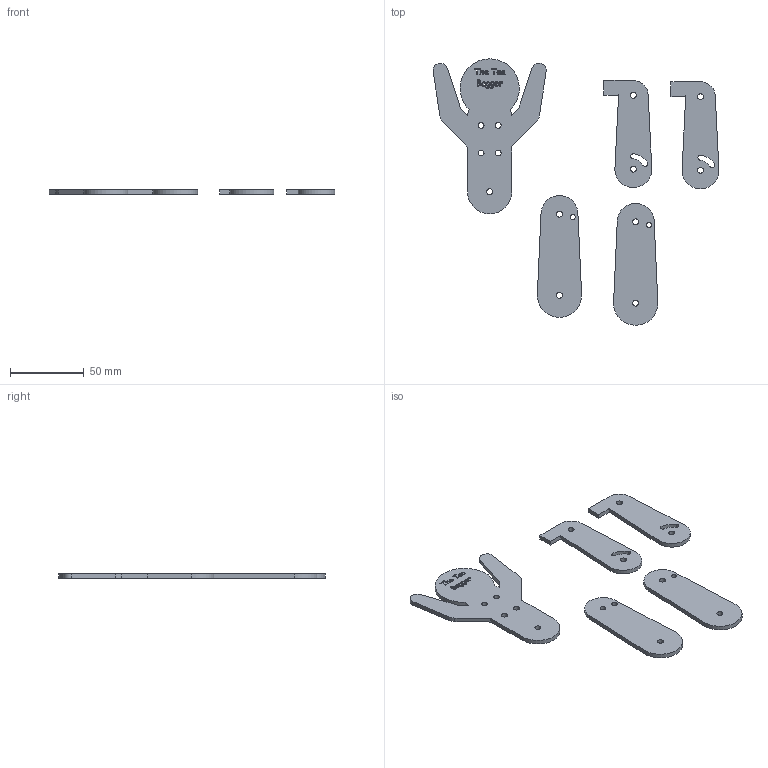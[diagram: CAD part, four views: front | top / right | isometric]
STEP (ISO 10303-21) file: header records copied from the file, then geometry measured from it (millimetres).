
FILE_DESCRIPTION(/* description */ (''),/* implementation_level */ '2;1');
FILE_NAME(/* name */ '6b045965-3f34-4cbb-bad8-3d582222dcc8.stp',/* time_stamp */ '2024-07-31T10:04:08Z',/* author */ (''),/* organization */ (''),/* preprocessor_version */ 'ST-DEVELOPER v20',/* originating_system */ 'Autodesk Translation Framework v13.14.0.145',/* authorisation */ '');
FILE_SCHEMA (('AUTOMOTIVE_DESIGN { 1 0 10303 214 3 1 1 }'));
Length unit declared in the file: millimetre
Products named in the file (4): lazercut asemble; man leg; man calf; man body
Assembly tree (5 placements, depth 2):
  lazercut asemble
    man leg  x2
    man calf  x2
    man body
Bounding box: 193.55 x 180.34 x 3.07 mm (x, y, z)
Volume: 35071.5 mm3; surface area: 28371.9 mm2
Topology: 14 solids, 14 shells, 441 faces, 1239 edges, 822 vertices
Faces by surface type: bspline 317, plane 83, cylinder 41
Full cylindrical faces by diameter (mm): 3.5 x2, 4 x13
Entity records: 16550 total; most frequent: CARTESIAN_POINT 7760, ORIENTED_EDGE 2340, EDGE_CURVE 1170, DIRECTION 802, VERTEX_POINT 778, B_SPLINE_CURVE_WITH_KNOTS 634, LINE 482, VECTOR 482
